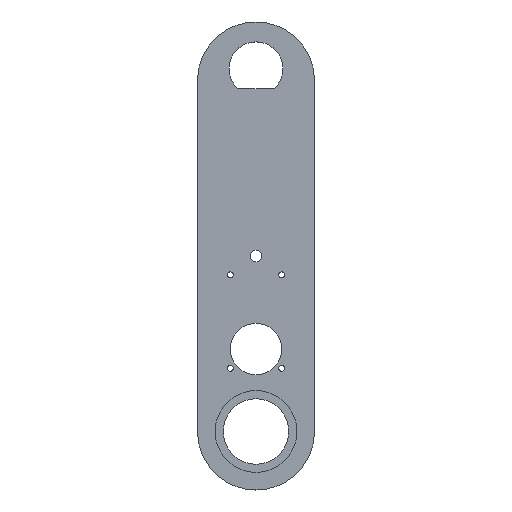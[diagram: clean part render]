
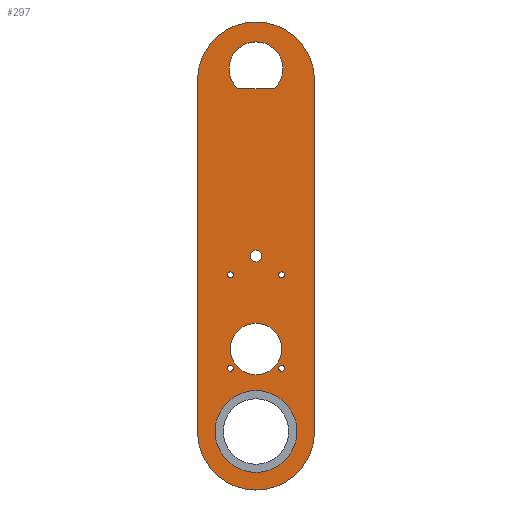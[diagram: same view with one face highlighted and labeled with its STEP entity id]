
A CAD part, top view. The second image highlights one B-rep face of the part: STEP entity #297.
In plain terms, the highlighted planar face has unit normal (0, 0, 1).
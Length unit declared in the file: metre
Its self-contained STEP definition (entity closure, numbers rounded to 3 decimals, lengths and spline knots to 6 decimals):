
#31=LINE('',#471,#43);
#32=LINE('',#475,#44);
#33=LINE('',#479,#45);
#43=VECTOR('',#380,1.);
#44=VECTOR('',#383,1.);
#45=VECTOR('',#386,1.);
#55=ORIENTED_EDGE('',*,*,#123,.F.);
#56=ORIENTED_EDGE('',*,*,#124,.T.);
#57=ORIENTED_EDGE('',*,*,#125,.T.);
#58=ORIENTED_EDGE('',*,*,#126,.T.);
#59=ORIENTED_EDGE('',*,*,#127,.T.);
#60=ORIENTED_EDGE('',*,*,#128,.T.);
#61=ORIENTED_EDGE('',*,*,#129,.T.);
#62=ORIENTED_EDGE('',*,*,#130,.F.);
#63=ORIENTED_EDGE('',*,*,#131,.F.);
#64=ORIENTED_EDGE('',*,*,#132,.T.);
#65=ORIENTED_EDGE('',*,*,#133,.F.);
#66=ORIENTED_EDGE('',*,*,#134,.F.);
#67=ORIENTED_EDGE('',*,*,#135,.F.);
#123=EDGE_CURVE('',#157,#157,#185,.T.);
#124=EDGE_CURVE('',#158,#158,#186,.T.);
#125=EDGE_CURVE('',#159,#159,#187,.T.);
#126=EDGE_CURVE('',#160,#160,#188,.T.);
#127=EDGE_CURVE('',#161,#162,#189,.T.);
#128=EDGE_CURVE('',#162,#163,#31,.T.);
#129=EDGE_CURVE('',#163,#164,#190,.T.);
#130=EDGE_CURVE('',#161,#164,#32,.T.);
#131=EDGE_CURVE('',#165,#166,#191,.T.);
#132=EDGE_CURVE('',#165,#166,#33,.T.);
#133=EDGE_CURVE('',#167,#167,#192,.T.);
#134=EDGE_CURVE('',#168,#168,#193,.T.);
#135=EDGE_CURVE('',#169,#169,#194,.T.);
#157=VERTEX_POINT('',#461);
#158=VERTEX_POINT('',#463);
#159=VERTEX_POINT('',#465);
#160=VERTEX_POINT('',#467);
#161=VERTEX_POINT('',#469);
#162=VERTEX_POINT('',#470);
#163=VERTEX_POINT('',#472);
#164=VERTEX_POINT('',#474);
#165=VERTEX_POINT('',#477);
#166=VERTEX_POINT('',#478);
#167=VERTEX_POINT('',#481);
#168=VERTEX_POINT('',#483);
#169=VERTEX_POINT('',#485);
#185=CIRCLE('',#328,0.00125);
#186=CIRCLE('',#329,0.00125);
#187=CIRCLE('',#330,0.00125);
#188=CIRCLE('',#331,0.011);
#189=CIRCLE('',#332,0.025);
#190=CIRCLE('',#333,0.025);
#191=CIRCLE('',#334,0.0115);
#192=CIRCLE('',#335,0.0025);
#193=CIRCLE('',#336,0.0175);
#194=CIRCLE('',#337,0.00125);
#207=EDGE_LOOP('',(#55));
#208=EDGE_LOOP('',(#56));
#209=EDGE_LOOP('',(#57));
#210=EDGE_LOOP('',(#58));
#211=EDGE_LOOP('',(#59,#60,#61,#62));
#212=EDGE_LOOP('',(#63,#64));
#213=EDGE_LOOP('',(#65));
#214=EDGE_LOOP('',(#66));
#215=EDGE_LOOP('',(#67));
#249=FACE_BOUND('',#207,.T.);
#250=FACE_BOUND('',#208,.T.);
#251=FACE_BOUND('',#209,.T.);
#252=FACE_BOUND('',#210,.T.);
#253=FACE_BOUND('',#211,.T.);
#254=FACE_BOUND('',#212,.T.);
#255=FACE_BOUND('',#213,.T.);
#256=FACE_BOUND('',#214,.T.);
#257=FACE_BOUND('',#215,.T.);
#291=PLANE('',#327);
#297=ADVANCED_FACE('',(#249,#250,#251,#252,#253,#254,#255,#256,#257),#291,
 .T.);
#327=AXIS2_PLACEMENT_3D('',#459,#368,#369);
#328=AXIS2_PLACEMENT_3D('',#460,#370,#371);
#329=AXIS2_PLACEMENT_3D('',#462,#372,#373);
#330=AXIS2_PLACEMENT_3D('',#464,#374,#375);
#331=AXIS2_PLACEMENT_3D('',#466,#376,#377);
#332=AXIS2_PLACEMENT_3D('',#468,#378,#379);
#333=AXIS2_PLACEMENT_3D('',#473,#381,#382);
#334=AXIS2_PLACEMENT_3D('',#476,#384,#385);
#335=AXIS2_PLACEMENT_3D('',#480,#387,#388);
#336=AXIS2_PLACEMENT_3D('',#482,#389,#390);
#337=AXIS2_PLACEMENT_3D('',#484,#391,#392);
#368=DIRECTION('',(0.,0.,1.));
#369=DIRECTION('',(1.,0.,0.));
#370=DIRECTION('',(0.,0.,1.));
#371=DIRECTION('',(-1.,0.,0.));
#372=DIRECTION('',(0.,0.,-1.));
#373=DIRECTION('',(-1.,0.,0.));
#374=DIRECTION('',(0.,0.,-1.));
#375=DIRECTION('',(-1.,0.,0.));
#376=DIRECTION('',(0.,0.,-1.));
#377=DIRECTION('',(-1.,0.,0.));
#378=DIRECTION('',(0.,0.,1.));
#379=DIRECTION('',(1.,0.,0.));
#380=DIRECTION('',(0.,1.,0.));
#381=DIRECTION('',(0.,0.,1.));
#382=DIRECTION('',(1.,0.,0.));
#383=DIRECTION('',(0.,1.,0.));
#384=DIRECTION('',(0.,0.,1.));
#385=DIRECTION('',(1.,0.,0.));
#386=DIRECTION('',(-1.,0.,0.));
#387=DIRECTION('',(0.,0.,1.));
#388=DIRECTION('',(1.,0.,0.));
#389=DIRECTION('',(0.,0.,1.));
#390=DIRECTION('',(1.,0.,0.));
#391=DIRECTION('',(0.,0.,1.));
#392=DIRECTION('',(-1.,0.,0.));
#459=CARTESIAN_POINT('',(0.,0.,0.006));
#460=CARTESIAN_POINT('',(0.011,-0.048047,0.006));
#461=CARTESIAN_POINT('',(0.00975,-0.048047,0.006));
#462=CARTESIAN_POINT('',(-0.011,-0.008047,0.006));
#463=CARTESIAN_POINT('',(-0.01225,-0.008047,0.006));
#464=CARTESIAN_POINT('',(-0.011,-0.048047,0.006));
#465=CARTESIAN_POINT('',(-0.01225,-0.048047,0.006));
#466=CARTESIAN_POINT('',(0.,-0.0398,0.006));
#467=CARTESIAN_POINT('',(-0.011,-0.0398,0.006));
#468=CARTESIAN_POINT('',(0.,-0.075,0.006));
#469=CARTESIAN_POINT('',(-0.025,-0.075,0.006));
#470=CARTESIAN_POINT('',(0.025,-0.075,0.006));
#471=CARTESIAN_POINT('',(0.025,-0.0125,0.006));
#472=CARTESIAN_POINT('',(0.025,0.075,0.006));
#473=CARTESIAN_POINT('',(0.,0.075,0.006));
#474=CARTESIAN_POINT('',(-0.025,0.075,0.006));
#475=CARTESIAN_POINT('',(-0.025,-0.0125,0.006));
#476=CARTESIAN_POINT('',(0.,0.08,0.006));
#477=CARTESIAN_POINT('',(0.007746,0.0715,0.006));
#478=CARTESIAN_POINT('',(-0.007746,0.0715,0.006));
#479=CARTESIAN_POINT('',(0.,0.0715,0.006));
#480=CARTESIAN_POINT('',(0.,0.,0.006));
#481=CARTESIAN_POINT('',(0.0025,0.,0.006));
#482=CARTESIAN_POINT('',(0.,-0.075,0.006));
#483=CARTESIAN_POINT('',(0.0175,-0.075,0.006));
#484=CARTESIAN_POINT('',(0.011,-0.008047,0.006));
#485=CARTESIAN_POINT('',(0.00975,-0.008047,0.006));
